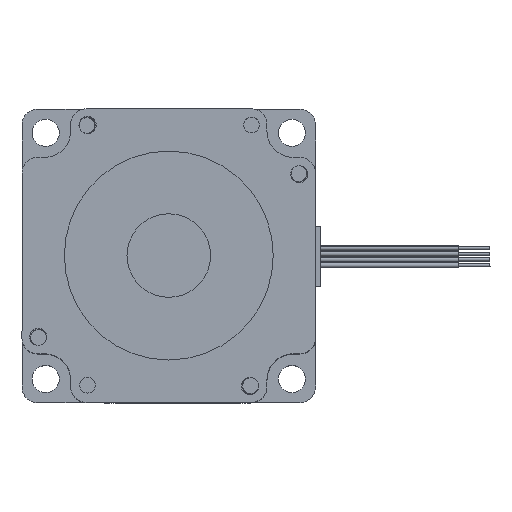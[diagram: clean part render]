
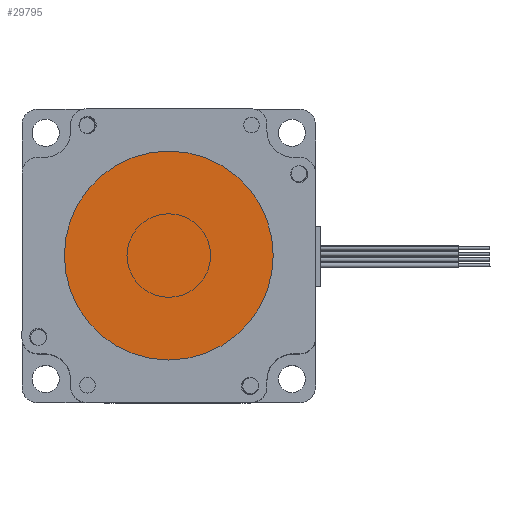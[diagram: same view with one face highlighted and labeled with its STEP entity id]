
A CAD part, top view. The second image highlights one B-rep face of the part: STEP entity #29795.
In plain terms, the highlighted face is planar.
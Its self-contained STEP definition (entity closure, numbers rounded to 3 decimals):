
#3117=FACE_OUTER_BOUND('',#4902,.T.);
#4902=EDGE_LOOP('',(#27387));
#11525=CIRCLE('',#33342,20.);
#14442=VERTEX_POINT('',#57124);
#18777=EDGE_CURVE('',#14442,#14442,#11525,.T.);
#27387=ORIENTED_EDGE('',*,*,#18777,.T.);
#28240=PLANE('',#33343);
#29795=ADVANCED_FACE('',(#3117),#28240,.F.);
#33342=AXIS2_PLACEMENT_3D('',#57125,#42739,#42740);
#33343=AXIS2_PLACEMENT_3D('',#57126,#42741,#42742);
#42739=DIRECTION('center_axis',(0.,0.,-1.));
#42740=DIRECTION('ref_axis',(-1.,0.,0.));
#42741=DIRECTION('center_axis',(0.,0.,1.));
#42742=DIRECTION('ref_axis',(1.,0.,0.));
#57124=CARTESIAN_POINT('',(20.,0.,0.));
#57125=CARTESIAN_POINT('Origin',(0.,0.,0.));
#57126=CARTESIAN_POINT('Origin',(0.,0.,
0.));
